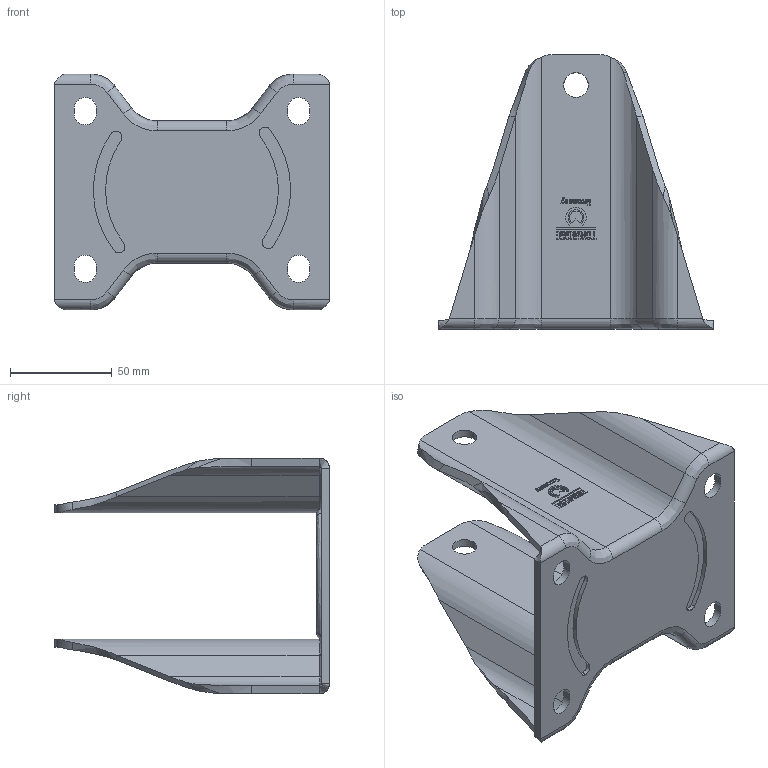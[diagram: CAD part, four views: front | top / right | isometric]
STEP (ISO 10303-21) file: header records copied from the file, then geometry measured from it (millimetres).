
FILE_DESCRIPTION (( 'STEP AP214' ), '1' );
FILE_NAME ('0019518_IM-B-150_(A-03).step', '2024-10-16T10:30:49', ( '' ), ( '' ), 'SwSTEP 2.0', 'SolidWorks 2020', '' );
FILE_SCHEMA (( 'AUTOMOTIVE_DESIGN' ));
Length unit declared in the file: millimetre
Products named in the file (1): 0019518_IM-B-150_(A-03)
Bounding box: 135.02 x 135 x 116 mm (x, y, z)
Volume: 148283.8 mm3; surface area: 79468.9 mm2
Topology: 1 solids, 1 shells, 432 faces, 1142 edges, 740 vertices
Faces by surface type: plane 257, cylinder 129, bspline 46
Entity records: 15038 total; most frequent: CARTESIAN_POINT 4461, ORIENTED_EDGE 2284, DIRECTION 2064, EDGE_CURVE 1142, VECTOR 798, LINE 798, VERTEX_POINT 740, AXIS2_PLACEMENT_3D 633
